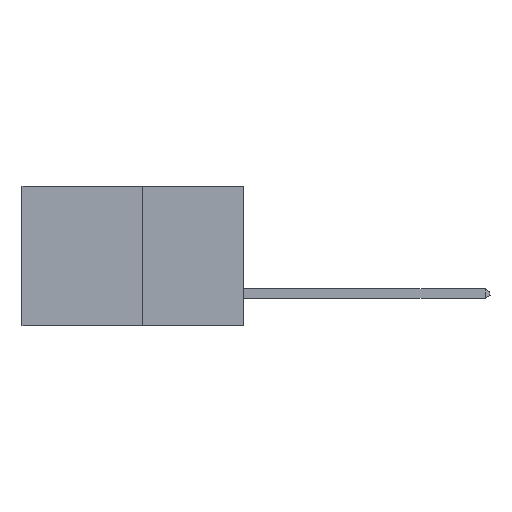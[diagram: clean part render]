
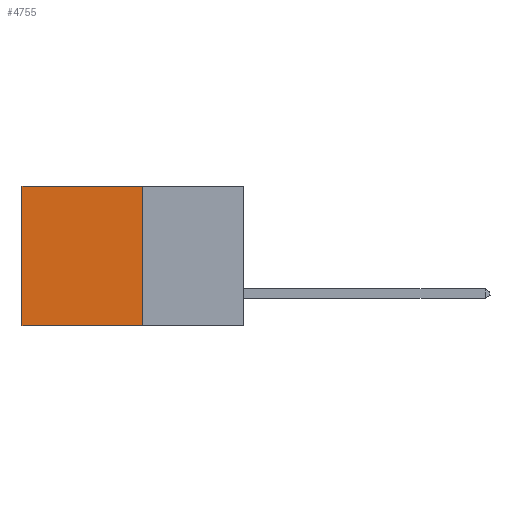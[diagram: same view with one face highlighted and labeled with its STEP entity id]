
A CAD part, left-side view. The second image highlights one B-rep face of the part: STEP entity #4755.
In plain terms, the highlighted planar face has unit normal (-1, 0, 0).
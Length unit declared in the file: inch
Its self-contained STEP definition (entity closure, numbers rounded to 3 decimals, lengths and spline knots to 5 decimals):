
#152 = VERTEX_POINT ( 'NONE', #4691 ) ;
#891 = CARTESIAN_POINT ( 'NONE',  ( 0.277, 0.27, -0.37 ) ) ;
#915 = VECTOR ( 'NONE', #10096, 39.37008 ) ;
#1146 = DIRECTION ( 'NONE',  ( 0., 0., -1. ) ) ;
#1852 = ORIENTED_EDGE ( 'NONE', *, *, #3874, .T. ) ;
#2161 = ORIENTED_EDGE ( 'NONE', *, *, #8455, .F. ) ;
#2375 = VECTOR ( 'NONE', #11083, 39.37008 ) ;
#2490 = ORIENTED_EDGE ( 'NONE', *, *, #4582, .F. ) ;
#2619 = ORIENTED_EDGE ( 'NONE', *, *, #9065, .T. ) ;
#3149 = VERTEX_POINT ( 'NONE', #7806 ) ;
#3874 = EDGE_CURVE ( 'NONE', #7235, #7456, #10376, .T. ) ;
#4216 = DIRECTION ( 'NONE',  ( 0., 0., -1. ) ) ;
#4582 = EDGE_CURVE ( 'NONE', #152, #3149, #7896, .T. ) ;
#4691 = CARTESIAN_POINT ( 'NONE',  ( 0.277, 0.27, 0. ) ) ;
#4752 = DIRECTION ( 'NONE',  ( 0., 1., 0. ) ) ;
#4755 = ADVANCED_FACE ( 'NONE', ( #8332 ), #5522, .F. ) ;
#4952 = LINE ( 'NONE', #9359, #2375 ) ;
#5054 = VECTOR ( 'NONE', #1146, 39.37008 ) ;
#5118 = DIRECTION ( 'NONE',  ( 1., 0., 0. ) ) ;
#5122 = LINE ( 'NONE', #9397, #9740 ) ;
#5206 = CARTESIAN_POINT ( 'NONE',  ( 0.277, 0.27, -0.37 ) ) ;
#5267 = CARTESIAN_POINT ( 'NONE',  ( 0.277, 0.59, -0.37 ) ) ;
#5522 = PLANE ( 'NONE',  #6435 ) ;
#6435 = AXIS2_PLACEMENT_3D ( 'NONE', #5206, #5118, #4216 ) ;
#7235 = VERTEX_POINT ( 'NONE', #11247 ) ;
#7456 = VERTEX_POINT ( 'NONE', #5267 ) ;
#7806 = CARTESIAN_POINT ( 'NONE',  ( 0.277, 0.27, -0.37 ) ) ;
#7896 = LINE ( 'NONE', #891, #5054 ) ;
#8332 = FACE_OUTER_BOUND ( 'NONE', #8477, .T. ) ;
#8455 = EDGE_CURVE ( 'NONE', #3149, #7456, #5122, .T. ) ;
#8477 = EDGE_LOOP ( 'NONE', ( #1852, #2161, #2490, #2619 ) ) ;
#9065 = EDGE_CURVE ( 'NONE', #152, #7235, #4952, .T. ) ;
#9359 = CARTESIAN_POINT ( 'NONE',  ( 0.277, 0.27, 0. ) ) ;
#9397 = CARTESIAN_POINT ( 'NONE',  ( 0.277, 0.27, -0.37 ) ) ;
#9740 = VECTOR ( 'NONE', #4752, 39.37008 ) ;
#9953 = CARTESIAN_POINT ( 'NONE',  ( 0.277, 0.59, -0.37 ) ) ;
#10096 = DIRECTION ( 'NONE',  ( 0., 0., -1. ) ) ;
#10376 = LINE ( 'NONE', #9953, #915 ) ;
#11083 = DIRECTION ( 'NONE',  ( 0., 1., 0. ) ) ;
#11247 = CARTESIAN_POINT ( 'NONE',  ( 0.277, 0.59, 0. ) ) ;
